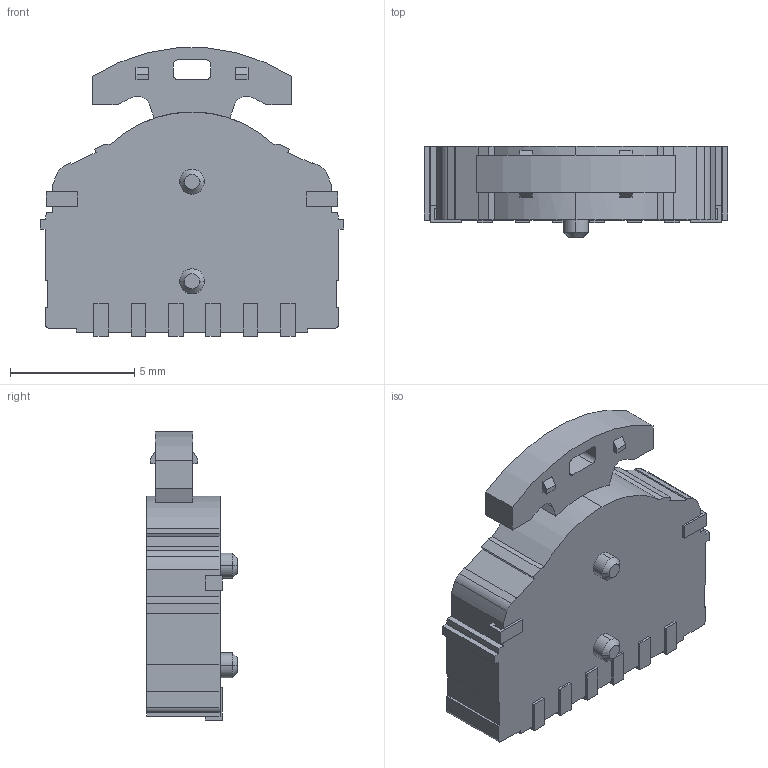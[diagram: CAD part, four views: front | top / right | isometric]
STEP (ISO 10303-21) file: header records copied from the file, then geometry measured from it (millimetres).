
FILE_DESCRIPTION (( 'STEP AP214' ), '1' );
FILE_NAME ('SLLB120100.STEP', '2011-04-01T07:56:21', ( '' ), ( '' ), 'SwSTEP 2.0', 'SolidWorks 2007', '' );
FILE_SCHEMA (( 'AUTOMOTIVE_DESIGN' ));
Length unit declared in the file: millimetre
Products named in the file (1): SLLB120100
Bounding box: 12.2 x 3.65 x 11.58 mm (x, y, z)
Volume: 290.4 mm3; surface area: 365.5 mm2
Topology: 1 solids, 1 shells, 163 faces, 463 edges, 306 vertices
Faces by surface type: plane 130, cylinder 29, cone 4
Entity records: 6396 total; most frequent: CARTESIAN_POINT 935, ORIENTED_EDGE 926, DIRECTION 857, EDGE_CURVE 463, VECTOR 393, LINE 393, VERTEX_POINT 306, AXIS2_PLACEMENT_3D 232
